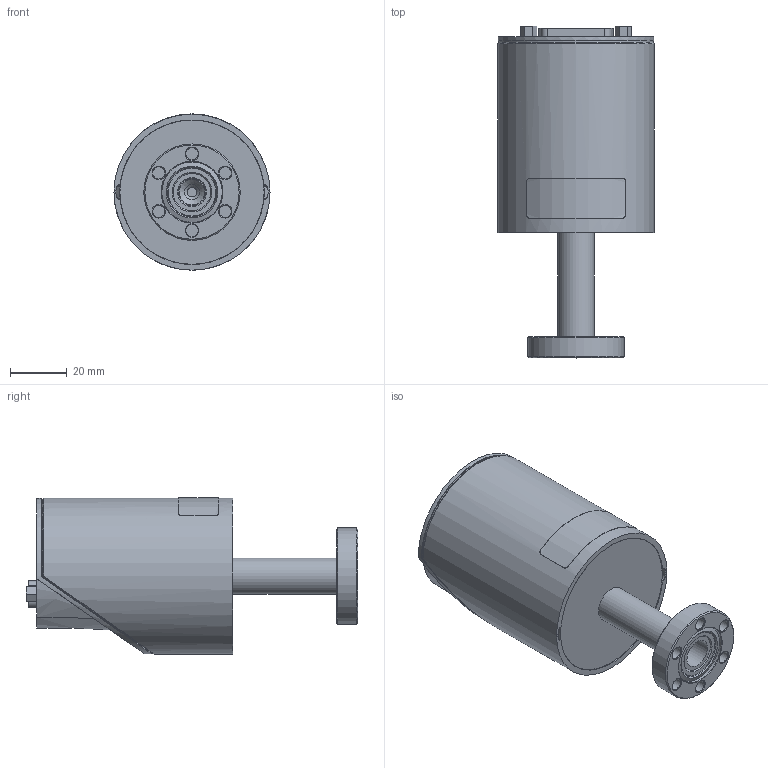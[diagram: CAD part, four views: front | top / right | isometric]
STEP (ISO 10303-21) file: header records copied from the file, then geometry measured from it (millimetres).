
FILE_DESCRIPTION(/* description */ ('Transferdokumente CCR 36x, CNR 36x'),/* implementation_level */ '2;1');
FILE_NAME(/* name */ 'CNR36x DN16CF-R.stp',/* time_stamp */ '2025-10-14T12:04:14+02:00',/* author */ ('DVONKRIEGSTE'),/* organization */ (''),/* preprocessor_version */ 'ST-DEVELOPER v18.1',/* originating_system */ 'Autodesk Inventor 2021',/* authorisation */ '');
FILE_SCHEMA (('AUTOMOTIVE_DESIGN { 1 0 10303 214 3 1 1 }'));
Products named in the file (1): PT 900 057
Bounding box: 55 x 117 x 55.1 mm (x, y, z)
Volume: 82203.9 mm3; surface area: 80903.8 mm2
Topology: 1 solids, 18 shells, 1990 faces, 5245 edges, 3449 vertices
Faces by surface type: plane 1323, cylinder 352, cone 129, bspline 124, torus 47, sphere 15
Full cylindrical faces by diameter (mm): 0.254 x1, 0.3 x3, 0.4 x1, 0.5 x12, 0.508 x1, 0.762 x12, 0.8 x19, 1.013 x1, 1.016 x8, 1.027 x1, 1.3 x2, 1.5 x3, 2.156 x2, 2.3 x2, 2.6 x3, 2.8 x3, 2.845 x2, 2.9 x3, 3 x2, 3.2 x5, 3.242 x3, 3.3 x4, 3.4 x3, 4 x3, 4.3 x8, 4.5 x4, 4.6 x1, 5.4 x1, 6 x1, 6.6 x3
Entity records: 69542 total; most frequent: CARTESIAN_POINT 20595, ORIENTED_EDGE 10442, DIRECTION 9564, EDGE_CURVE 5221, VERTEX_POINT 3449, LINE 3438, VECTOR 3438, AXIS2_PLACEMENT_3D 3063
